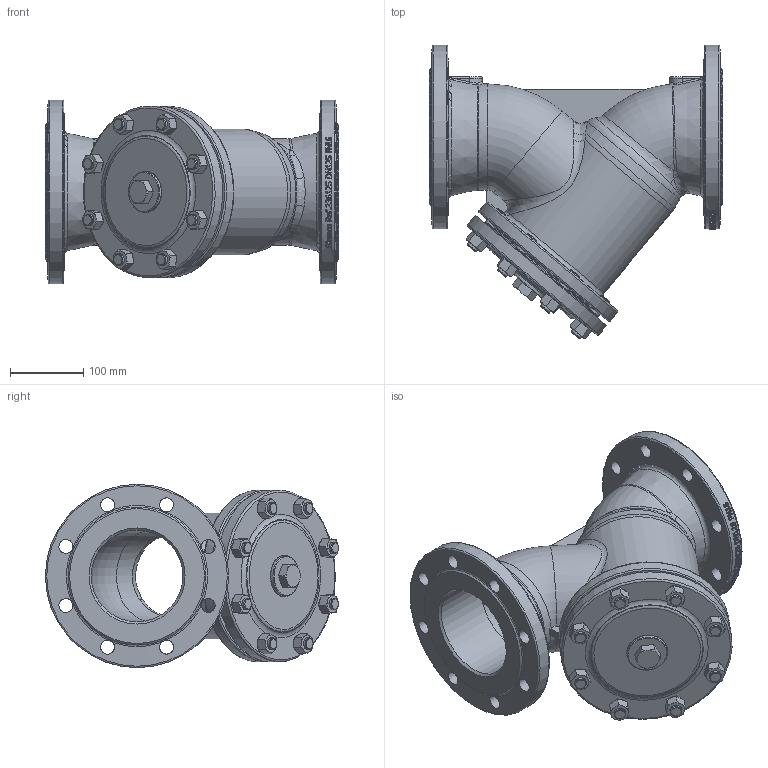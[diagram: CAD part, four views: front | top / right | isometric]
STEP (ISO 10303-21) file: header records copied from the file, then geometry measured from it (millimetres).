
FILE_DESCRIPTION(/* description */ ('236125'),/* implementation_level */ '2;1');
FILE_NAME(/* name */ '236125.stp',/* time_stamp */ '2017-11-06T10:29:24+01:00',/* author */ ('jmorand'),/* organization */ ('Sferaco'),/* preprocessor_version */ 'ST-DEVELOPER v16.5',/* originating_system */ 'Autodesk Inventor 2017',/* authorisation */ '');
FILE_SCHEMA (('CONFIG_CONTROL_DESIGN'));
Products named in the file (1): 821_DN125_PN16
Bounding box: 400 x 399.85 x 250 mm (x, y, z)
Volume: 5327962.3 mm3; surface area: 819254.4 mm2
Topology: 19 solids, 19 shells, 1040 faces, 2591 edges, 1633 vertices
Faces by surface type: plane 354, bspline 311, cylinder 166, cone 132, torus 77
Full cylindrical faces by diameter (mm): 13.797 x16, 14 x16, 16 x32, 17 x8, 18 x8, 19 x16, 24 x8, 44.8 x1, 47.8 x1, 55 x1, 56 x1, 125 x4, 137.5 x2, 145 x1, 150 x1, 170 x2, 178 x2, 234 x2, 250 x2
Entity records: 60974 total; most frequent: CARTESIAN_POINT 39532, ORIENTED_EDGE 4538, DIRECTION 3675, EDGE_CURVE 2269, VERTEX_POINT 1553, AXIS2_PLACEMENT_3D 1454, EDGE_LOOP 1412, FACE_OUTER_BOUND 1040
